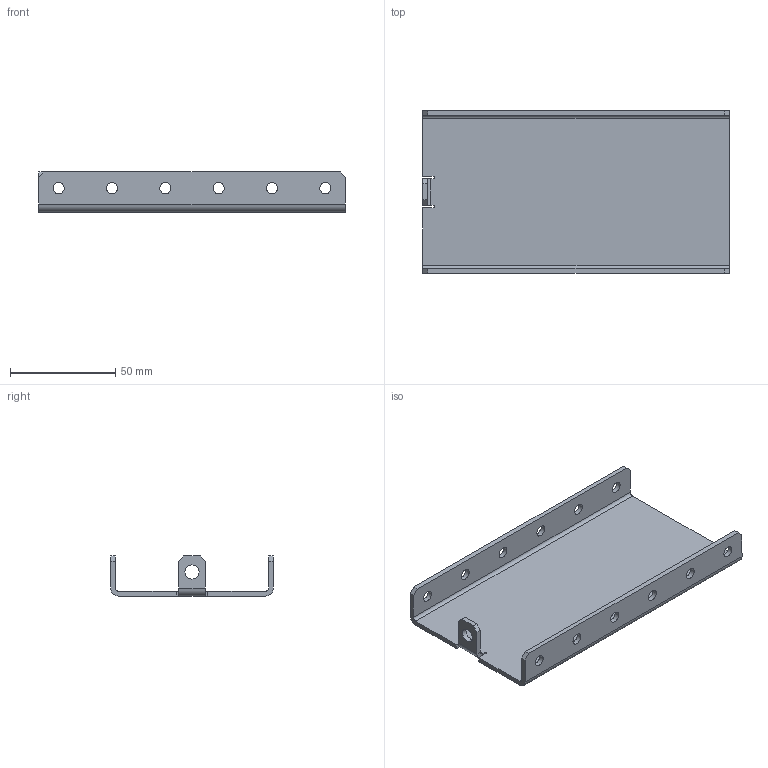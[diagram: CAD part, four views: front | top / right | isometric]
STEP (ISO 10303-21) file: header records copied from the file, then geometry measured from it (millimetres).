
FILE_DESCRIPTION(/* description */ (''),/* implementation_level */ '2;1');
FILE_NAME(/* name */ 'Battery Holder.ipt.stp',/* time_stamp */ '2016-01-07T16:46:47-08:00',/* author */ ('PhillipD'),/* organization */ (''),/* preprocessor_version */ 'ST-DEVELOPER v16.1',/* originating_system */ 'Autodesk Inventor 2016',/* authorisation */ '');
FILE_SCHEMA (('AUTOMOTIVE_DESIGN { 1 0 10303 214 3 1 1 }'));
Length unit declared in the file: millimetre
Products named in the file (1): Battery Holder
Bounding box: 146.05 x 77.47 x 19.05 mm (x, y, z)
Volume: 35981.8 mm3; surface area: 33252.1 mm2
Topology: 1 solids, 1 shells, 49 faces, 133 edges, 86 vertices
Faces by surface type: plane 28, cylinder 21
Full cylindrical faces by diameter (mm): 5.334 x12, 6.706 x1
Entity records: 1563 total; most frequent: DIRECTION 262, CARTESIAN_POINT 256, ORIENTED_EDGE 240, EDGE_CURVE 120, AXIS2_PLACEMENT_3D 92, EDGE_LOOP 88, VERTEX_POINT 86, LINE 78
